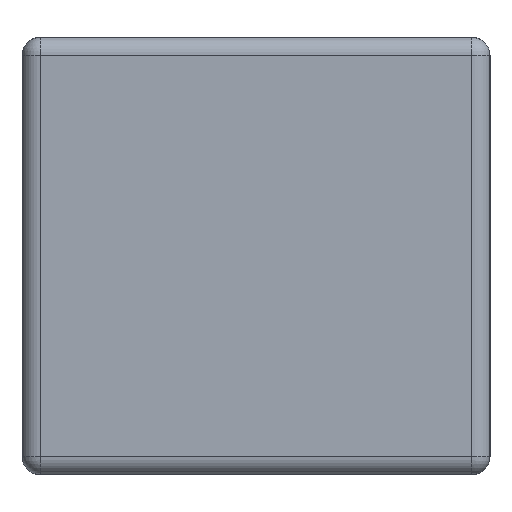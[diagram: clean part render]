
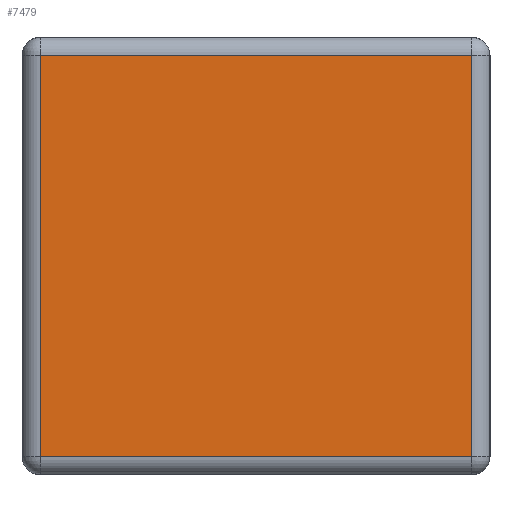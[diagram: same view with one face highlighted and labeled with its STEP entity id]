
A CAD part, left-side view. The second image highlights one B-rep face of the part: STEP entity #7479.
In plain terms, the highlighted planar face has unit normal (-1, 0, 0).
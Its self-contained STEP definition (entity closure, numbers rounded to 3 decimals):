
#41 = EDGE_CURVE ( 'NONE', #10622, #7855, #15165, .T. ) ;
#65 = CARTESIAN_POINT ( 'NONE',  ( -23.5, -3., -16.5 ) ) ;
#599 = AXIS2_PLACEMENT_3D ( 'NONE', #11310, #14373, #14313 ) ;
#1106 = DIRECTION ( 'NONE',  ( 0., -1., 0. ) ) ;
#2593 = CARTESIAN_POINT ( 'NONE',  ( -23.5, -4.5, 16.5 ) ) ;
#3492 = ORIENTED_EDGE ( 'NONE', *, *, #4913, .T. ) ;
#4913 = EDGE_CURVE ( 'NONE', #10538, #10622, #14833, .T. ) ;
#4914 = EDGE_CURVE ( 'NONE', #7855, #11759, #18967, .T. ) ;
#5035 = PLANE ( 'NONE',  #599 ) ;
#7479 = ADVANCED_FACE ( 'NONE', ( #15602 ), #5035, .F. ) ;
#7855 = VERTEX_POINT ( 'NONE', #15439 ) ;
#7877 = ORIENTED_EDGE ( 'NONE', *, *, #41, .T. ) ;
#8679 = DIRECTION ( 'NONE',  ( 0., 0., -1. ) ) ;
#9488 = CARTESIAN_POINT ( 'NONE',  ( -23.5, -3., 18. ) ) ;
#9661 = VECTOR ( 'NONE', #1106, 1000. ) ;
#10279 = DIRECTION ( 'NONE',  ( 0., 1., 0. ) ) ;
#10538 = VERTEX_POINT ( 'NONE', #10606 ) ;
#10606 = CARTESIAN_POINT ( 'NONE',  ( -23.5, 32.5, -16.5 ) ) ;
#10622 = VERTEX_POINT ( 'NONE', #65 ) ;
#11215 = VECTOR ( 'NONE', #8679, 1000. ) ;
#11310 = CARTESIAN_POINT ( 'NONE',  ( -23.5, -4.5, 18. ) ) ;
#11759 = VERTEX_POINT ( 'NONE', #12218 ) ;
#12218 = CARTESIAN_POINT ( 'NONE',  ( -23.5, 32.5, 16.5 ) ) ;
#12652 = DIRECTION ( 'NONE',  ( 0., 0., 1. ) ) ;
#12958 = VECTOR ( 'NONE', #12652, 1000. ) ;
#14214 = LINE ( 'NONE', #18080, #11215 ) ;
#14313 = DIRECTION ( 'NONE',  ( 0., 0., 1. ) ) ;
#14373 = DIRECTION ( 'NONE',  ( 1., 0., 0. ) ) ;
#14516 = EDGE_LOOP ( 'NONE', ( #7877, #15430, #14856, #3492 ) ) ;
#14833 = LINE ( 'NONE', #18239, #9661 ) ;
#14856 = ORIENTED_EDGE ( 'NONE', *, *, #17764, .T. ) ;
#15165 = LINE ( 'NONE', #9488, #12958 ) ;
#15430 = ORIENTED_EDGE ( 'NONE', *, *, #4914, .T. ) ;
#15439 = CARTESIAN_POINT ( 'NONE',  ( -23.5, -3., 16.5 ) ) ;
#15602 = FACE_OUTER_BOUND ( 'NONE', #14516, .T. ) ;
#17277 = VECTOR ( 'NONE', #10279, 1000. ) ;
#17764 = EDGE_CURVE ( 'NONE', #11759, #10538, #14214, .T. ) ;
#18080 = CARTESIAN_POINT ( 'NONE',  ( -23.5, 32.5, 18. ) ) ;
#18239 = CARTESIAN_POINT ( 'NONE',  ( -23.5, -4.5, -16.5 ) ) ;
#18967 = LINE ( 'NONE', #2593, #17277 ) ;
